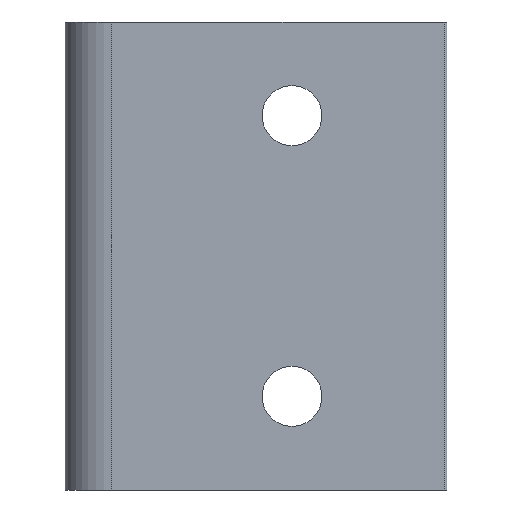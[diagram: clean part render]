
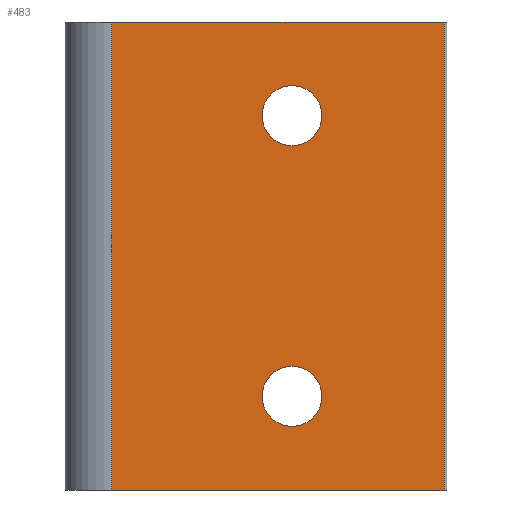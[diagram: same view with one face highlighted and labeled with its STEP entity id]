
A CAD part, front view. The second image highlights one B-rep face of the part: STEP entity #483.
In plain terms, the highlighted planar face has unit normal (0, -1, 0).
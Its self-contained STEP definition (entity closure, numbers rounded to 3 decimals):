
#44 = LINE ( 'NONE', #855, #810 ) ;
#56 = EDGE_CURVE ( 'NONE', #870, #598, #618, .T. ) ;
#69 = AXIS2_PLACEMENT_3D ( 'NONE', #95, #611, #163 ) ;
#95 = CARTESIAN_POINT ( 'NONE',  ( 19.25, -5., -15. ) ) ;
#98 = ORIENTED_EDGE ( 'NONE', *, *, #447, .F. ) ;
#104 = FACE_BOUND ( 'NONE', #333, .T. ) ;
#118 = DIRECTION ( 'NONE',  ( 1., 0., 0. ) ) ;
#122 = ORIENTED_EDGE ( 'NONE', *, *, #414, .T. ) ;
#132 = AXIS2_PLACEMENT_3D ( 'NONE', #806, #343, #876 ) ;
#152 = VERTEX_POINT ( 'NONE', #548 ) ;
#160 = VECTOR ( 'NONE', #638, 1000. ) ;
#163 = DIRECTION ( 'NONE',  ( 0., 0., -1. ) ) ;
#168 = EDGE_CURVE ( 'NONE', #870, #382, #44, .T. ) ;
#202 = CARTESIAN_POINT ( 'NONE',  ( 35.5, -5., 25. ) ) ;
#215 = CARTESIAN_POINT ( 'NONE',  ( 0., -5., -25. ) ) ;
#221 = EDGE_CURVE ( 'NONE', #598, #723, #790, .T. ) ;
#241 = VERTEX_POINT ( 'NONE', #558 ) ;
#242 = DIRECTION ( 'NONE',  ( 0., 0., -1. ) ) ;
#243 = CIRCLE ( 'NONE', #423, 3.2 ) ;
#245 = EDGE_CURVE ( 'NONE', #723, #382, #353, .T. ) ;
#258 = ORIENTED_EDGE ( 'NONE', *, *, #221, .T. ) ;
#262 = CARTESIAN_POINT ( 'NONE',  ( 35.5, -5., 25. ) ) ;
#298 = ORIENTED_EDGE ( 'NONE', *, *, #168, .F. ) ;
#300 = CARTESIAN_POINT ( 'NONE',  ( 19.25, -5., 15. ) ) ;
#304 = AXIS2_PLACEMENT_3D ( 'NONE', #613, #384, #914 ) ;
#314 = CARTESIAN_POINT ( 'NONE',  ( 19.25, -5., -18.2 ) ) ;
#333 = EDGE_LOOP ( 'NONE', ( #666, #98 ) ) ;
#339 = EDGE_CURVE ( 'NONE', #152, #889, #715, .T. ) ;
#343 = DIRECTION ( 'NONE',  ( 0., 1., 0. ) ) ;
#353 = LINE ( 'NONE', #262, #160 ) ;
#370 = DIRECTION ( 'NONE',  ( 0., 0., 1. ) ) ;
#373 = VECTOR ( 'NONE', #118, 1000. ) ;
#382 = VERTEX_POINT ( 'NONE', #202 ) ;
#384 = DIRECTION ( 'NONE',  ( 0., 1., 0. ) ) ;
#394 = DIRECTION ( 'NONE',  ( 0., -1., 0. ) ) ;
#414 = EDGE_CURVE ( 'NONE', #889, #152, #243, .T. ) ;
#423 = AXIS2_PLACEMENT_3D ( 'NONE', #300, #831, #370 ) ;
#440 = AXIS2_PLACEMENT_3D ( 'NONE', #854, #394, #922 ) ;
#447 = EDGE_CURVE ( 'NONE', #241, #478, #897, .T. ) ;
#456 = ORIENTED_EDGE ( 'NONE', *, *, #245, .T. ) ;
#466 = VECTOR ( 'NONE', #242, 1000. ) ;
#469 = FACE_BOUND ( 'NONE', #559, .T. ) ;
#478 = VERTEX_POINT ( 'NONE', #314 ) ;
#483 = ADVANCED_FACE ( 'NONE', ( #104, #469, #871 ), #772, .F. ) ;
#489 = ORIENTED_EDGE ( 'NONE', *, *, #339, .T. ) ;
#509 = CIRCLE ( 'NONE', #440, 3.2 ) ;
#548 = CARTESIAN_POINT ( 'NONE',  ( 19.25, -5., 18.2 ) ) ;
#558 = CARTESIAN_POINT ( 'NONE',  ( 19.25, -5., -11.8 ) ) ;
#559 = EDGE_LOOP ( 'NONE', ( #489, #122 ) ) ;
#598 = VERTEX_POINT ( 'NONE', #215 ) ;
#611 = DIRECTION ( 'NONE',  ( 0., -1., 0. ) ) ;
#613 = CARTESIAN_POINT ( 'NONE',  ( 0., -5., 25. ) ) ;
#618 = LINE ( 'NONE', #770, #466 ) ;
#638 = DIRECTION ( 'NONE',  ( 0., 0., 1. ) ) ;
#666 = ORIENTED_EDGE ( 'NONE', *, *, #691, .F. ) ;
#691 = EDGE_CURVE ( 'NONE', #478, #241, #509, .T. ) ;
#699 = ORIENTED_EDGE ( 'NONE', *, *, #56, .T. ) ;
#713 = CARTESIAN_POINT ( 'NONE',  ( 0., -5., -25. ) ) ;
#715 = CIRCLE ( 'NONE', #132, 3.2 ) ;
#723 = VERTEX_POINT ( 'NONE', #860 ) ;
#743 = CARTESIAN_POINT ( 'NONE',  ( 19.25, -5., 11.8 ) ) ;
#770 = CARTESIAN_POINT ( 'NONE',  ( 0., -5., 25. ) ) ;
#772 = PLANE ( 'NONE',  #304 ) ;
#790 = LINE ( 'NONE', #713, #373 ) ;
#806 = CARTESIAN_POINT ( 'NONE',  ( 19.25, -5., 15. ) ) ;
#810 = VECTOR ( 'NONE', #926, 1000. ) ;
#815 = CARTESIAN_POINT ( 'NONE',  ( 0., -5., 25. ) ) ;
#831 = DIRECTION ( 'NONE',  ( 0., 1., 0. ) ) ;
#854 = CARTESIAN_POINT ( 'NONE',  ( 19.25, -5., -15. ) ) ;
#855 = CARTESIAN_POINT ( 'NONE',  ( 0., -5., 25. ) ) ;
#857 = EDGE_LOOP ( 'NONE', ( #258, #456, #298, #699 ) ) ;
#860 = CARTESIAN_POINT ( 'NONE',  ( 35.5, -5., -25. ) ) ;
#870 = VERTEX_POINT ( 'NONE', #815 ) ;
#871 = FACE_OUTER_BOUND ( 'NONE', #857, .T. ) ;
#876 = DIRECTION ( 'NONE',  ( 0., 0., 1. ) ) ;
#889 = VERTEX_POINT ( 'NONE', #743 ) ;
#897 = CIRCLE ( 'NONE', #69, 3.2 ) ;
#914 = DIRECTION ( 'NONE',  ( 0., 0., 1. ) ) ;
#922 = DIRECTION ( 'NONE',  ( 0., 0., -1. ) ) ;
#926 = DIRECTION ( 'NONE',  ( 1., 0., 0. ) ) ;
